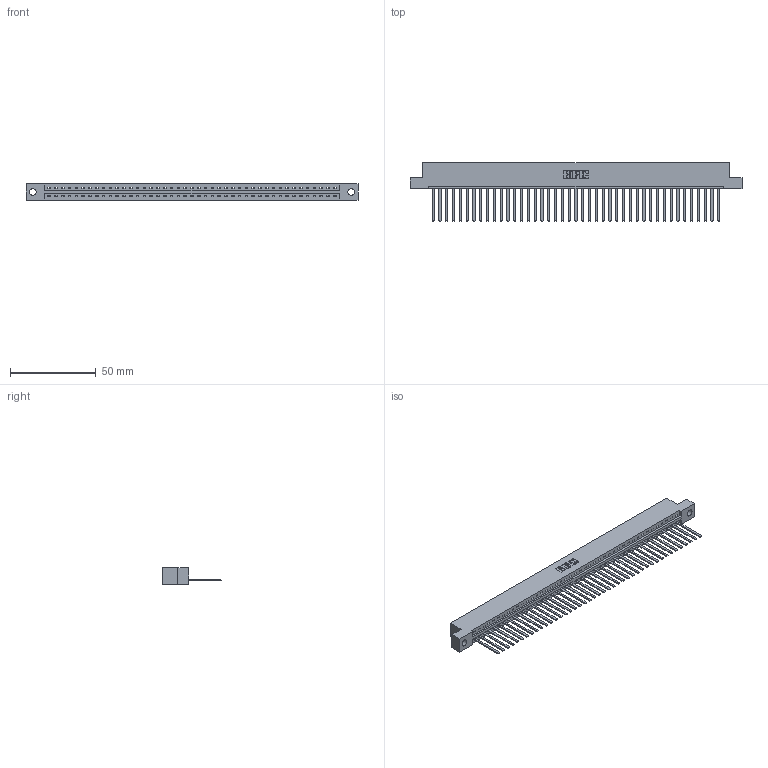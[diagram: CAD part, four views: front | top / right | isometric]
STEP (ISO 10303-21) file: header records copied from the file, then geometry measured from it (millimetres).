
FILE_DESCRIPTION (( 'STEP AP203' ), '1' );
FILE_NAME ('337-043-544-104.STEP', '2018-08-09T03:41:12', ( '' ), ( '' ), 'SwSTEP 2.0', 'SolidWorks 2016', '' );
FILE_SCHEMA (( 'CONFIG_CONTROL_DESIGN' ));
Length unit declared in the file: inch
Products named in the file (3): 345-292-001_345-293-144; 337-043-544-104; 337 Part_Flush Mounting Lugs - 0.156 Dia-TH
Assembly tree (44 placements, depth 2):
  337-043-544-104
    337 Part_Flush Mounting Lugs - 0.156 Dia-TH
    345-292-001_345-293-144  x43
Bounding box: 193.4 x 34.3 x 9.4 mm (x, y, z)
Volume: 20522.9 mm3; surface area: 22646.4 mm2
Topology: 44 solids, 44 shells, 2522 faces, 7621 edges, 5022 vertices
Faces by surface type: plane 1876, cylinder 646
Entity records: 31653 total; most frequent: CARTESIAN_POINT 5519, ORIENTED_EDGE 5498, DIRECTION 4639, EDGE_CURVE 2749, LINE 2625, VECTOR 2625, VERTEX_POINT 1830, AXIS2_PLACEMENT_3D 1007
